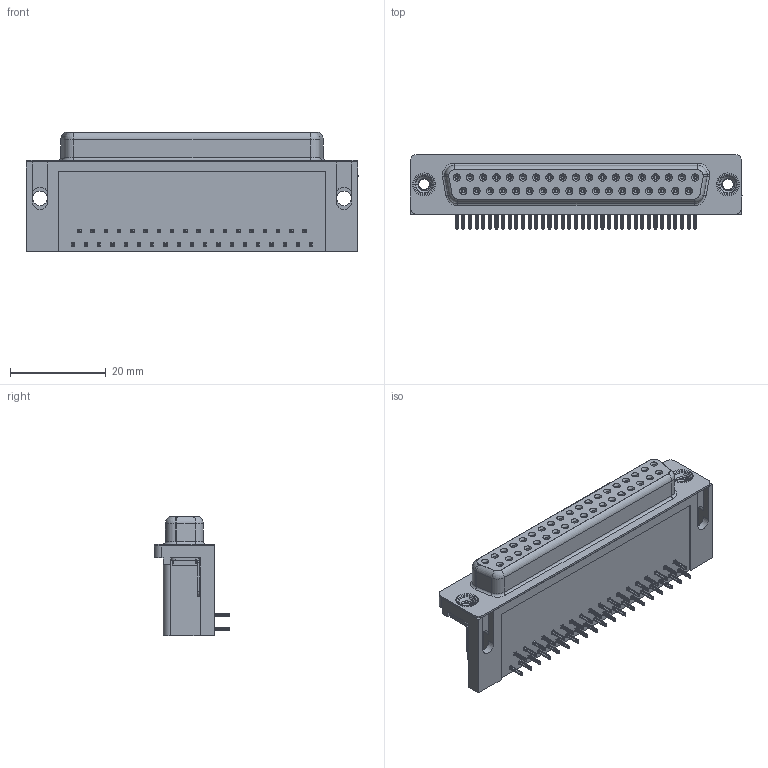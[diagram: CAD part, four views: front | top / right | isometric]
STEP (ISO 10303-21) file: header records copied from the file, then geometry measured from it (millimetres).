
FILE_DESCRIPTION (( 'STEP AP203' ), '1' );
FILE_NAME ('626-037-262-011.STEP', '2018-11-07T04:39:31', ( '' ), ( '' ), 'SwSTEP 2.0', 'SolidWorks 2016', '' );
FILE_SCHEMA (( 'CONFIG_CONTROL_DESIGN' ));
Length unit declared in the file: millimetre
Products named in the file (7): 626 4-40 Threaded Rivet; 626-037-262-011; 626 Housing_37 Socket; 626 Shell_37 Socket; 626 Contact Bottom; 626 Contact Top; 626 Thru Hole Board Mount
Assembly tree (43 placements, depth 2):
  626-037-262-011
    626 Housing_37 Socket
    626 Shell_37 Socket
    626 Contact Bottom  x18
    626 Contact Top  x19
    626 Thru Hole Board Mount  x2
    626 4-40 Threaded Rivet  x2
Bounding box: 69.4 x 15.73 x 24.96 mm (x, y, z)
Volume: 14709.3 mm3; surface area: 15324.3 mm2
Topology: 43 solids, 43 shells, 5560 faces, 14592 edges, 9144 vertices
Faces by surface type: plane 2502, cylinder 1298, bspline 1266, cone 456, torus 38
Entity records: 36313 total; most frequent: CARTESIAN_POINT 10599, ORIENTED_EDGE 5028, DIRECTION 4738, EDGE_CURVE 2514, LINE 1702, VECTOR 1702, VERTEX_POINT 1608, AXIS2_PLACEMENT_3D 1518
